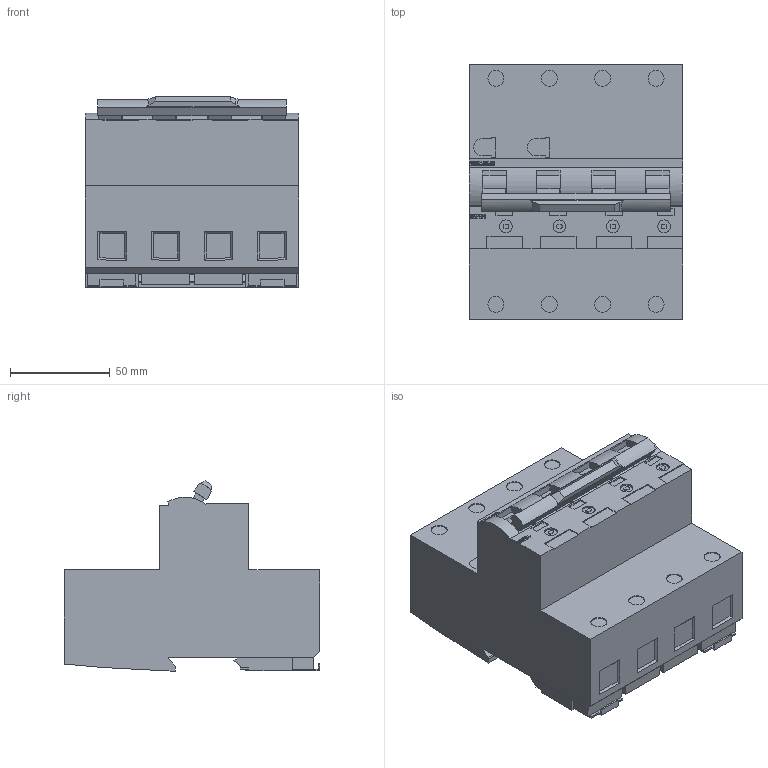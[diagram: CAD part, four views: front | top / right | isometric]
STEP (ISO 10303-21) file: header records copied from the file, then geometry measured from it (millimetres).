
FILE_DESCRIPTION(('STEP AP214'),'1');
FILE_NAME('cctmp_1590BDB6-CEE4-4E63-B5BD-52E7943633EC_2023_07_24_20_16_46_0239..stp','2023-07-24T18:16:47',('SIEMENS A&D'),('CADClick - www.CADClick.com'),'Spatial InterOp 3D postprocessed',' ','unknown authorization');
FILE_SCHEMA(('AUTOMOTIVE_DESIGN'));
Length unit declared in the file: millimetre
Products named in the file (1): 2023_07_24_20_16_46_0208
Bounding box: 107.2 x 128 x 95.48 mm (x, y, z)
Volume: 819495.3 mm3; surface area: 69761.6 mm2
Topology: 1 solids, 8 shells, 638 faces, 1667 edges, 1084 vertices
Faces by surface type: plane 496, cylinder 102, extrusion 22, sphere 18
Entity records: 22068 total; most frequent: CARTESIAN_POINT 4368, ORIENTED_EDGE 3334, DIRECTION 3061, EDGE_CURVE 1667, VECTOR 1383, LINE 1361, VERTEX_POINT 1084, AXIS2_PLACEMENT_3D 839
